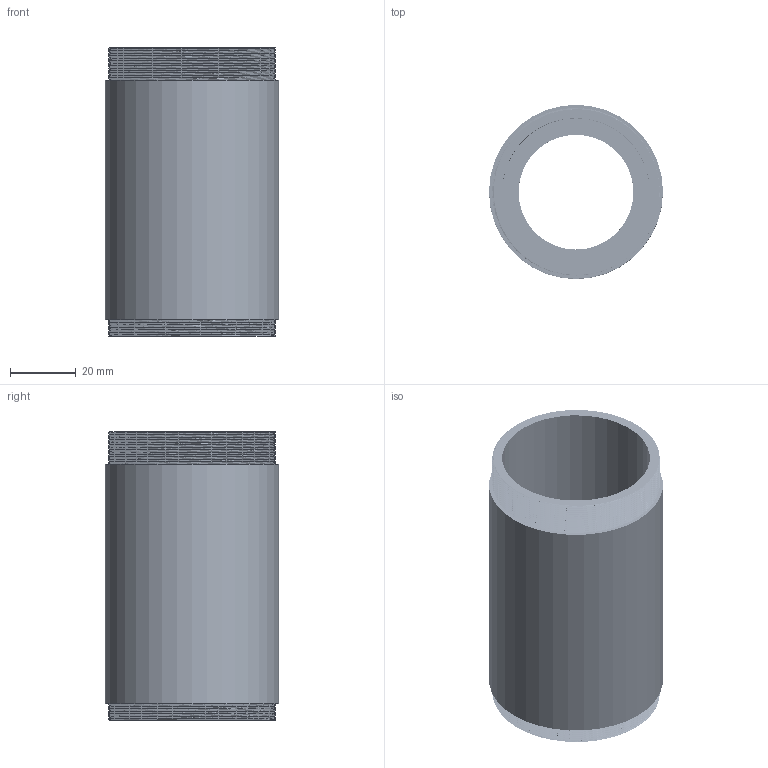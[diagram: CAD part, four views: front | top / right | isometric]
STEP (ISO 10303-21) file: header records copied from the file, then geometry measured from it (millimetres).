
FILE_DESCRIPTION(('FreeCAD Model'),'2;1');
FILE_NAME('Open CASCADE Shape Model','2021-06-14T21:55:06',('Author'),( ''),'Open CASCADE STEP processor 7.5','FreeCAD','Unknown');
FILE_SCHEMA(('AUTOMOTIVE_DESIGN { 1 0 10303 214 1 1 1 1 }'));
Length unit declared in the file: millimetre
Products named in the file (1): Body
Bounding box: 53 x 53 x 87.98 mm (x, y, z)
Volume: 56175 mm3; surface area: 30952.9 mm2
Topology: 1 solids, 1 shells, 29 faces, 53 edges, 29 vertices
Faces by surface type: bspline 21, plane 5, cylinder 3
Full cylindrical faces by diameter (mm): 35 x1, 45 x1, 53 x1
Entity records: 24813 total; most frequent: CARTESIAN_POINT 23796, DIRECTION 134, ORIENTED_EDGE 106, PCURVE 106, DEFINITIONAL_REPRESENTATION 106, LINE 98, VECTOR 98, EDGE_CURVE 53
